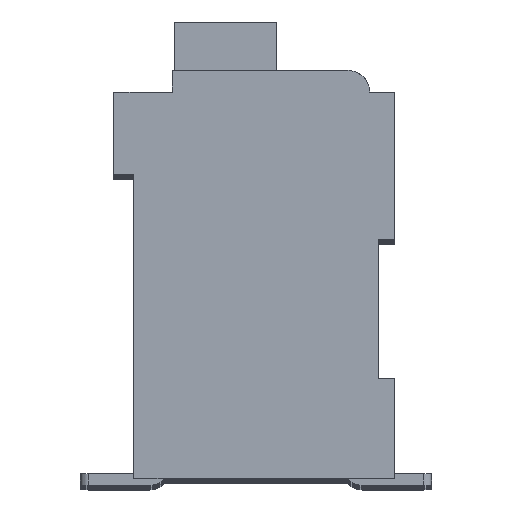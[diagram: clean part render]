
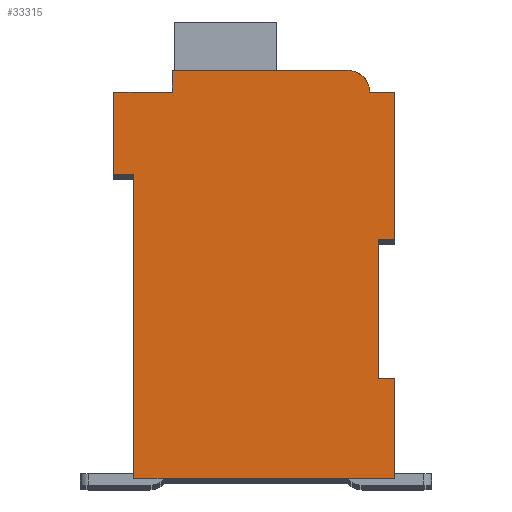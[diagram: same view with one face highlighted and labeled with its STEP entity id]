
A CAD part, top view. The second image highlights one B-rep face of the part: STEP entity #33315.
In plain terms, the highlighted planar face has unit normal (0, 0, 1).
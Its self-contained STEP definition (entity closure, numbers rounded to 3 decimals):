
#7894=DIRECTION('',(1.,0.,0.));
#7895=VECTOR('',#7894,0.5);
#7896=CARTESIAN_POINT('',(7.3,7.15,2.1));
#7897=LINE('',#7896,#7895);
#7898=DIRECTION('',(0.,1.,0.));
#7899=VECTOR('',#7898,4.15);
#7900=CARTESIAN_POINT('',(7.3,3.,2.1));
#7901=LINE('',#7900,#7899);
#7902=DIRECTION('',(-1.,0.,0.));
#7903=VECTOR('',#7902,0.5);
#7904=CARTESIAN_POINT('',(7.8,3.,2.1));
#7905=LINE('',#7904,#7903);
#7906=DIRECTION('',(0.,1.,0.));
#7907=VECTOR('',#7906,3.);
#7908=CARTESIAN_POINT('',(7.8,0.,2.1));
#7909=LINE('',#7908,#7907);
#7910=DIRECTION('',(1.,0.,0.));
#7911=VECTOR('',#7910,7.8);
#7912=CARTESIAN_POINT('',(0.,0.,2.1));
#7913=LINE('',#7912,#7911);
#7914=DIRECTION('',(0.,-1.,0.));
#7915=VECTOR('',#7914,9.1);
#7916=CARTESIAN_POINT('',(0.,9.1,2.1));
#7917=LINE('',#7916,#7915);
#7918=DIRECTION('',(1.,0.,0.));
#7919=VECTOR('',#7918,0.6);
#7920=CARTESIAN_POINT('',(-0.6,9.1,2.1));
#7921=LINE('',#7920,#7919);
#7922=DIRECTION('',(0.,-1.,0.));
#7923=VECTOR('',#7922,2.45);
#7924=CARTESIAN_POINT('',(-0.6,11.55,2.1));
#7925=LINE('',#7924,#7923);
#7926=DIRECTION('',(-1.,0.,0.));
#7927=VECTOR('',#7926,1.75);
#7928=CARTESIAN_POINT('',(1.15,11.55,2.1));
#7929=LINE('',#7928,#7927);
#7930=DIRECTION('',(0.,-1.,0.));
#7931=VECTOR('',#7930,0.65);
#7932=CARTESIAN_POINT('',(1.15,12.2,2.1));
#7933=LINE('',#7932,#7931);
#7934=DIRECTION('',(-1.,0.,0.));
#7935=VECTOR('',#7934,5.25);
#7936=CARTESIAN_POINT('',(6.4,12.2,2.1));
#7937=LINE('',#7936,#7935);
#7938=CARTESIAN_POINT('',(6.4,11.55,2.1));
#7939=DIRECTION('',(0.,0.,1.));
#7940=DIRECTION('',(1.,0.,0.));
#7941=AXIS2_PLACEMENT_3D('',#7938,#7939,#7940);
#7943=DIRECTION('',(-1.,0.,0.));
#7944=VECTOR('',#7943,0.75);
#7945=CARTESIAN_POINT('',(7.8,11.55,2.1));
#7946=LINE('',#7945,#7944);
#7947=DIRECTION('',(0.,1.,0.));
#7948=VECTOR('',#7947,4.4);
#7949=CARTESIAN_POINT('',(7.8,7.15,2.1));
#7950=LINE('',#7949,#7948);
#19663=CARTESIAN_POINT('',(7.3,7.15,2.1));
#19664=CARTESIAN_POINT('',(7.8,7.15,2.1));
#19665=VERTEX_POINT('',#19663);
#19666=VERTEX_POINT('',#19664);
#19667=CARTESIAN_POINT('',(7.8,11.55,2.1));
#19668=VERTEX_POINT('',#19667);
#19669=CARTESIAN_POINT('',(7.05,11.55,2.1));
#19670=VERTEX_POINT('',#19669);
#19671=CARTESIAN_POINT('',(6.4,12.2,2.1));
#19672=VERTEX_POINT('',#19671);
#19673=CARTESIAN_POINT('',(1.15,12.2,2.1));
#19674=VERTEX_POINT('',#19673);
#19675=CARTESIAN_POINT('',(1.15,11.55,2.1));
#19676=VERTEX_POINT('',#19675);
#19677=CARTESIAN_POINT('',(-0.6,11.55,2.1));
#19678=VERTEX_POINT('',#19677);
#19679=CARTESIAN_POINT('',(-0.6,9.1,2.1));
#19680=VERTEX_POINT('',#19679);
#19681=CARTESIAN_POINT('',(0.,9.1,2.1));
#19682=VERTEX_POINT('',#19681);
#19683=CARTESIAN_POINT('',(0.,0.,2.1));
#19684=VERTEX_POINT('',#19683);
#19685=CARTESIAN_POINT('',(7.8,0.,2.1));
#19686=VERTEX_POINT('',#19685);
#19687=CARTESIAN_POINT('',(7.8,3.,2.1));
#19688=VERTEX_POINT('',#19687);
#19689=CARTESIAN_POINT('',(7.3,3.,2.1));
#19690=VERTEX_POINT('',#19689);
#33294=CARTESIAN_POINT('',(0.,0.,2.1));
#33295=DIRECTION('',(0.,0.,1.));
#33296=DIRECTION('',(1.,0.,0.));
#33297=AXIS2_PLACEMENT_3D('',#33294,#33295,#33296);
#33298=PLANE('',#33297);
#33299=ORIENTED_EDGE('',*,*,#25848,.F.);
#33300=ORIENTED_EDGE('',*,*,#26742,.F.);
#33301=ORIENTED_EDGE('',*,*,#27486,.F.);
#33302=ORIENTED_EDGE('',*,*,#27991,.F.);
#33303=ORIENTED_EDGE('',*,*,#28576,.F.);
#33304=ORIENTED_EDGE('',*,*,#29349,.F.);
#33305=ORIENTED_EDGE('',*,*,#30016,.F.);
#33306=ORIENTED_EDGE('',*,*,#30310,.F.);
#33307=ORIENTED_EDGE('',*,*,#30755,.F.);
#33308=ORIENTED_EDGE('',*,*,#31604,.F.);
#33309=ORIENTED_EDGE('',*,*,#32274,.F.);
#33310=ORIENTED_EDGE('',*,*,#30806,.F.);
#33311=ORIENTED_EDGE('',*,*,#31375,.F.);
#33312=ORIENTED_EDGE('',*,*,#26637,.F.);
#33313=EDGE_LOOP('',(#33299,#33300,#33301,#33302,#33303,#33304,#33305,#33306,
#33307,#33308,#33309,#33310,#33311,#33312));
#33314=FACE_OUTER_BOUND('',#33313,.F.);
#7942=CIRCLE('',#7941,0.65);
#25848=EDGE_CURVE('',#19665,#19666,#7897,.T.);
#26637=EDGE_CURVE('',#19666,#19668,#7950,.T.);
#26742=EDGE_CURVE('',#19690,#19665,#7901,.T.);
#27486=EDGE_CURVE('',#19688,#19690,#7905,.T.);
#27991=EDGE_CURVE('',#19686,#19688,#7909,.T.);
#28576=EDGE_CURVE('',#19684,#19686,#7913,.T.);
#29349=EDGE_CURVE('',#19682,#19684,#7917,.T.);
#30016=EDGE_CURVE('',#19680,#19682,#7921,.T.);
#30310=EDGE_CURVE('',#19678,#19680,#7925,.T.);
#30755=EDGE_CURVE('',#19676,#19678,#7929,.T.);
#30806=EDGE_CURVE('',#19670,#19672,#7942,.T.);
#31375=EDGE_CURVE('',#19668,#19670,#7946,.T.);
#31604=EDGE_CURVE('',#19674,#19676,#7933,.T.);
#32274=EDGE_CURVE('',#19672,#19674,#7937,.T.);
#33315=ADVANCED_FACE('',(#33314),#33298,.T.);
